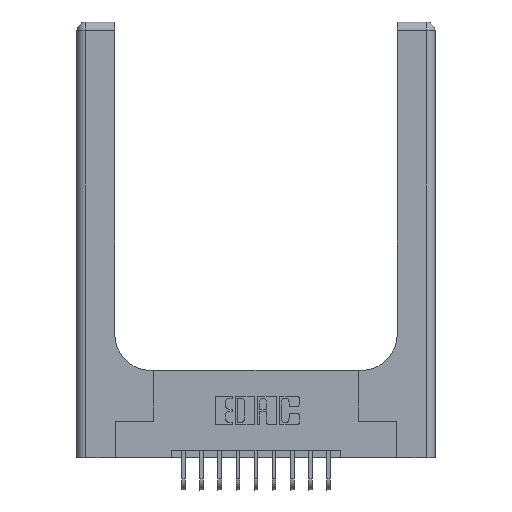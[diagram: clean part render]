
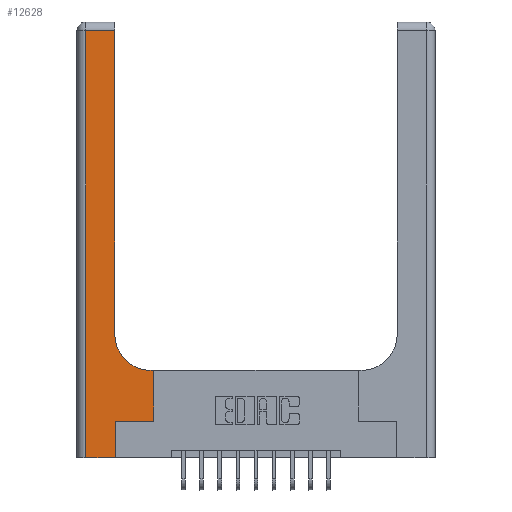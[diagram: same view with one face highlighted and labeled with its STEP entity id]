
A CAD part, top view. The second image highlights one B-rep face of the part: STEP entity #12628.
In plain terms, the highlighted planar face has unit normal (0, 0, 1).
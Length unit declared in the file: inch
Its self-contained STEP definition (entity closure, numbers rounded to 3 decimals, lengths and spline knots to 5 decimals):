
#206 = LINE ( 'NONE', #3237, #12164 ) ;
#1137 = VERTEX_POINT ( 'NONE', #5479 ) ;
#1240 = ORIENTED_EDGE ( 'NONE', *, *, #5969, .T. ) ;
#1426 = CARTESIAN_POINT ( 'NONE',  ( 0.51, 0.85, 0.37 ) ) ;
#1427 = VERTEX_POINT ( 'NONE', #16505 ) ;
#1500 = EDGE_CURVE ( 'NONE', #8159, #1137, #15690, .T. ) ;
#1813 = DIRECTION ( 'NONE',  ( 0., 0., -1. ) ) ;
#1995 = FACE_OUTER_BOUND ( 'NONE', #17611, .T. ) ;
#2478 = EDGE_CURVE ( 'NONE', #5250, #12588, #10777, .T. ) ;
#2692 = ORIENTED_EDGE ( 'NONE', *, *, #13410, .T. ) ;
#2741 = CARTESIAN_POINT ( 'NONE',  ( 0.26, 2.94, 0.37 ) ) ;
#2894 = ORIENTED_EDGE ( 'NONE', *, *, #13443, .T. ) ;
#3003 = CARTESIAN_POINT ( 'NONE',  ( 0.06, 2.94, 0.37 ) ) ;
#3237 = CARTESIAN_POINT ( 'NONE',  ( 0., 0., 0.37 ) ) ;
#3444 = CARTESIAN_POINT ( 'NONE',  ( 0.265, 0.25, 0.37 ) ) ;
#3846 = VECTOR ( 'NONE', #15417, 39.37008 ) ;
#3926 = CARTESIAN_POINT ( 'NONE',  ( 0.06, 3., 0.37 ) ) ;
#4194 = CIRCLE ( 'NONE', #8775, 0.25 ) ;
#4208 = EDGE_CURVE ( 'NONE', #6029, #8159, #206, .T. ) ;
#4990 = VERTEX_POINT ( 'NONE', #2741 ) ;
#5113 = EDGE_CURVE ( 'NONE', #9440, #5250, #12801, .T. ) ;
#5198 = ORIENTED_EDGE ( 'NONE', *, *, #1500, .T. ) ;
#5250 = VERTEX_POINT ( 'NONE', #7811 ) ;
#5354 = DIRECTION ( 'NONE',  ( 0., 0., -1. ) ) ;
#5479 = CARTESIAN_POINT ( 'NONE',  ( 0.265, 0.25, 0.37 ) ) ;
#5494 = LINE ( 'NONE', #9459, #17126 ) ;
#5783 = VERTEX_POINT ( 'NONE', #3003 ) ;
#5942 = CARTESIAN_POINT ( 'NONE',  ( 0.528, 0.25, 0.37 ) ) ;
#5969 = EDGE_CURVE ( 'NONE', #1137, #9440, #12700, .T. ) ;
#6006 = DIRECTION ( 'NONE',  ( -1., 0., 0. ) ) ;
#6029 = VERTEX_POINT ( 'NONE', #10804 ) ;
#6100 = CARTESIAN_POINT ( 'NONE',  ( 0., 3., 0.37 ) ) ;
#6970 = DIRECTION ( 'NONE',  ( 1., 0., 0. ) ) ;
#7371 = CARTESIAN_POINT ( 'NONE',  ( 0.51, 0.6, 0.37 ) ) ;
#7811 = CARTESIAN_POINT ( 'NONE',  ( 0.528, 0.6, 0.37 ) ) ;
#8159 = VERTEX_POINT ( 'NONE', #17258 ) ;
#8314 = LINE ( 'NONE', #3926, #16246 ) ;
#8506 = DIRECTION ( 'NONE',  ( 0., 1., 0. ) ) ;
#8628 = DIRECTION ( 'NONE',  ( 1., 0., 0. ) ) ;
#8643 = VECTOR ( 'NONE', #17494, 39.37008 ) ;
#8653 = CARTESIAN_POINT ( 'NONE',  ( 0.528, 0.25, 0.37 ) ) ;
#8775 = AXIS2_PLACEMENT_3D ( 'NONE', #1426, #5354, #6970 ) ;
#9239 = EDGE_CURVE ( 'NONE', #1427, #4990, #9930, .T. ) ;
#9412 = CARTESIAN_POINT ( 'NONE',  ( 0.26, 0.6, 0.37 ) ) ;
#9440 = VERTEX_POINT ( 'NONE', #8653 ) ;
#9459 = CARTESIAN_POINT ( 'NONE',  ( 0., 2.94, 0.37 ) ) ;
#9608 = VECTOR ( 'NONE', #8628, 39.37008 ) ;
#9930 = LINE ( 'NONE', #13994, #3846 ) ;
#9961 = ORIENTED_EDGE ( 'NONE', *, *, #9239, .T. ) ;
#10037 = ORIENTED_EDGE ( 'NONE', *, *, #4208, .T. ) ;
#10059 = PLANE ( 'NONE',  #15931 ) ;
#10777 = LINE ( 'NONE', #9412, #8643 ) ;
#10804 = CARTESIAN_POINT ( 'NONE',  ( 0.06, 0., 0.37 ) ) ;
#11000 = DIRECTION ( 'NONE',  ( -1., 0., 0. ) ) ;
#11437 = DIRECTION ( 'NONE',  ( 0., 1., 0. ) ) ;
#11570 = VECTOR ( 'NONE', #8506, 39.37008 ) ;
#12164 = VECTOR ( 'NONE', #16619, 39.37008 ) ;
#12588 = VERTEX_POINT ( 'NONE', #7371 ) ;
#12628 = ADVANCED_FACE ( 'NONE', ( #1995 ), #10059, .F. ) ;
#12700 = LINE ( 'NONE', #3444, #9608 ) ;
#12801 = LINE ( 'NONE', #5942, #15037 ) ;
#12940 = ORIENTED_EDGE ( 'NONE', *, *, #13871, .T. ) ;
#13330 = ORIENTED_EDGE ( 'NONE', *, *, #2478, .T. ) ;
#13410 = EDGE_CURVE ( 'NONE', #12588, #1427, #4194, .T. ) ;
#13443 = EDGE_CURVE ( 'NONE', #5783, #6029, #8314, .T. ) ;
#13871 = EDGE_CURVE ( 'NONE', #4990, #5783, #5494, .T. ) ;
#13994 = CARTESIAN_POINT ( 'NONE',  ( 0.26, 3., 0.37 ) ) ;
#15037 = VECTOR ( 'NONE', #11437, 39.37008 ) ;
#15071 = DIRECTION ( 'NONE',  ( 0., -1., 0. ) ) ;
#15417 = DIRECTION ( 'NONE',  ( 0., 1., 0. ) ) ;
#15429 = CARTESIAN_POINT ( 'NONE',  ( 0.265, 0., 0.37 ) ) ;
#15690 = LINE ( 'NONE', #15429, #11570 ) ;
#15931 = AXIS2_PLACEMENT_3D ( 'NONE', #6100, #1813, #6006 ) ;
#16246 = VECTOR ( 'NONE', #15071, 39.37008 ) ;
#16505 = CARTESIAN_POINT ( 'NONE',  ( 0.26, 0.85, 0.37 ) ) ;
#16577 = ORIENTED_EDGE ( 'NONE', *, *, #5113, .T. ) ;
#16619 = DIRECTION ( 'NONE',  ( 1., 0., 0. ) ) ;
#17126 = VECTOR ( 'NONE', #11000, 39.37008 ) ;
#17258 = CARTESIAN_POINT ( 'NONE',  ( 0.265, 0., 0.37 ) ) ;
#17494 = DIRECTION ( 'NONE',  ( -1., 0., 0. ) ) ;
#17611 = EDGE_LOOP ( 'NONE', ( #9961, #12940, #2894, #10037, #5198, #1240, #16577, #13330, #2692 ) ) ;
